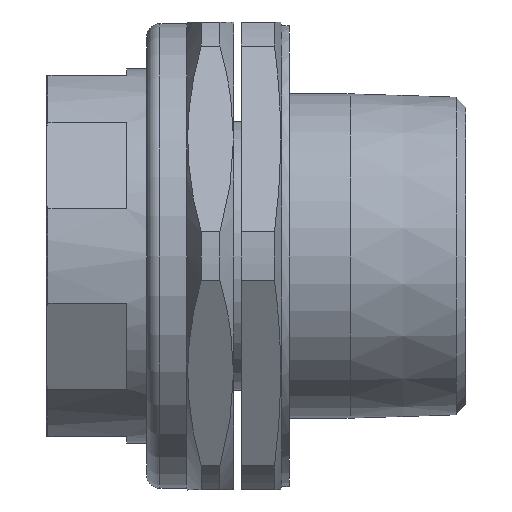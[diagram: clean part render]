
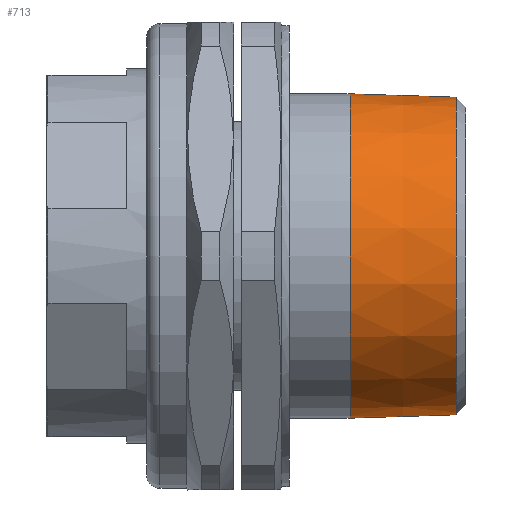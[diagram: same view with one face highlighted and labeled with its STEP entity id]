
A CAD part, front view. The second image highlights one B-rep face of the part: STEP entity #713.
In plain terms, the highlighted conical face has half-angle 1.78 degrees and reference radius 23.712 mm.
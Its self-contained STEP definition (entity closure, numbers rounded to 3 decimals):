
#39 = FACE_OUTER_BOUND ( 'NONE', #1805, .T. ) ;
#85 = AXIS2_PLACEMENT_3D ( 'NONE', #235, #1465, #417 ) ;
#98 = DIRECTION ( 'NONE',  ( -1., 0., 0. ) ) ;
#134 = CIRCLE ( 'NONE', #1315, 24.25 ) ;
#168 = ORIENTED_EDGE ( 'NONE', *, *, #1610, .T. ) ;
#232 = ORIENTED_EDGE ( 'NONE', *, *, #592, .T. ) ;
#235 = CARTESIAN_POINT ( 'NONE',  ( 40.151, 0., 0. ) ) ;
#417 = DIRECTION ( 'NONE',  ( 0., 0., -1. ) ) ;
#592 = EDGE_CURVE ( 'NONE', #660, #660, #2089, .T. ) ;
#660 = VERTEX_POINT ( 'NONE', #2043 ) ;
#689 = DIRECTION ( 'NONE',  ( 1., 0., 0. ) ) ;
#713 = ADVANCED_FACE ( 'NONE', ( #918, #39 ), #1121, .T. ) ;
#918 = FACE_BOUND ( 'NONE', #1743, .T. ) ;
#1087 = DIRECTION ( 'NONE',  ( 0., 0., -1. ) ) ;
#1121 = CONICAL_SURFACE ( 'NONE', #1785, 23.712, 0.031 ) ;
#1146 = CARTESIAN_POINT ( 'NONE',  ( 41.6, 0., 0. ) ) ;
#1315 = AXIS2_PLACEMENT_3D ( 'NONE', #2282, #689, #1087 ) ;
#1323 = DIRECTION ( 'NONE',  ( 0., 0., 1. ) ) ;
#1442 = CARTESIAN_POINT ( 'NONE',  ( 24.3, 0., -24.25 ) ) ;
#1465 = DIRECTION ( 'NONE',  ( -1., 0., 0. ) ) ;
#1610 = EDGE_CURVE ( 'NONE', #1848, #1848, #134, .T. ) ;
#1743 = EDGE_LOOP ( 'NONE', ( #232 ) ) ;
#1785 = AXIS2_PLACEMENT_3D ( 'NONE', #1146, #98, #1323 ) ;
#1805 = EDGE_LOOP ( 'NONE', ( #168 ) ) ;
#1848 = VERTEX_POINT ( 'NONE', #1442 ) ;
#2043 = CARTESIAN_POINT ( 'NONE',  ( 40.151, 0., -23.757 ) ) ;
#2089 = CIRCLE ( 'NONE', #85, 23.757 ) ;
#2282 = CARTESIAN_POINT ( 'NONE',  ( 24.3, 0., 0. ) ) ;
